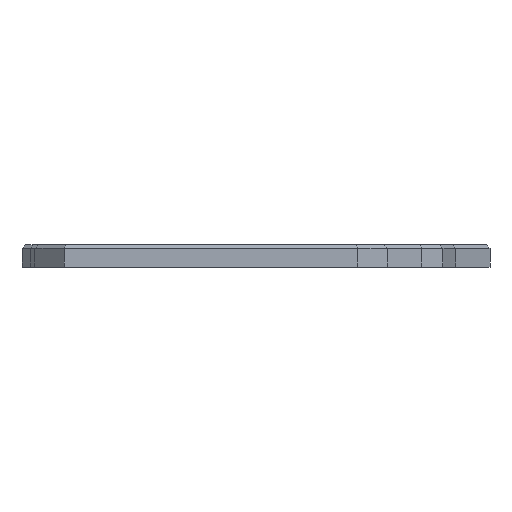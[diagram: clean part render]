
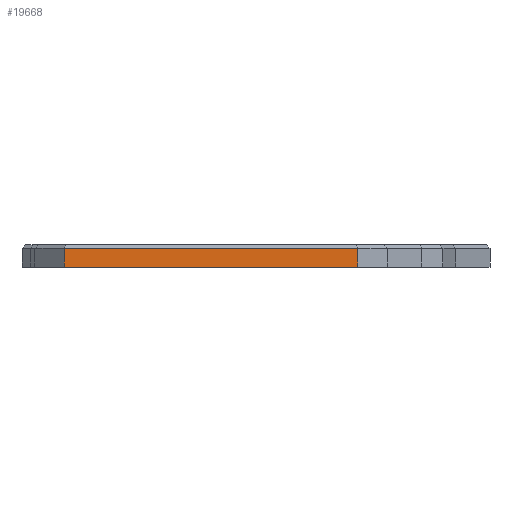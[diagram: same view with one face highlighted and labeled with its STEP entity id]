
A CAD part, left-side view. The second image highlights one B-rep face of the part: STEP entity #19668.
In plain terms, the highlighted planar face has unit normal (-1, 0, 0).
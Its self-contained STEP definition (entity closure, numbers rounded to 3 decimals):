
#398=FACE_OUTER_BOUND('',#1339,.T.);
#1339=EDGE_LOOP('',(#13152,#13153,#13154,#13155));
#2542=LINE('',#26482,#5376);
#2629=LINE('',#26656,#5463);
#2631=LINE('',#26660,#5465);
#2632=LINE('',#26661,#5466);
#5376=VECTOR('',#21654,10.);
#5463=VECTOR('',#21809,10.);
#5465=VECTOR('',#21813,10.);
#5466=VECTOR('',#21814,10.);
#8191=VERTEX_POINT('',#26475);
#8193=VERTEX_POINT('',#26481);
#8246=VERTEX_POINT('',#26655);
#8247=VERTEX_POINT('',#26659);
#10117=EDGE_CURVE('',#8193,#8191,#2542,.T.);
#10204=EDGE_CURVE('',#8246,#8191,#2629,.T.);
#10206=EDGE_CURVE('',#8247,#8193,#2631,.T.);
#10207=EDGE_CURVE('',#8247,#8246,#2632,.T.);
#13152=ORIENTED_EDGE('',*,*,#10117,.F.);
#13153=ORIENTED_EDGE('',*,*,#10206,.F.);
#13154=ORIENTED_EDGE('',*,*,#10207,.T.);
#13155=ORIENTED_EDGE('',*,*,#10204,.T.);
#18749=PLANE('',#20624);
#19668=ADVANCED_FACE('',(#398),#18749,.T.);
#20624=AXIS2_PLACEMENT_3D('',#26658,#21811,#21812);
#21654=DIRECTION('',(0.,-1.,0.));
#21809=DIRECTION('',(0.,0.,1.));
#21811=DIRECTION('center_axis',(-1.,0.,0.));
#21812=DIRECTION('ref_axis',(0.,-1.,0.));
#21813=DIRECTION('',(0.,0.,1.));
#21814=DIRECTION('',(0.,-1.,0.));
#26475=CARTESIAN_POINT('',(20.575,-110.47,5.85));
#26481=CARTESIAN_POINT('',(20.575,-28.833,5.85));
#26482=CARTESIAN_POINT('',(20.575,-55.493,5.85));
#26655=CARTESIAN_POINT('',(20.575,-110.47,0.6));
#26656=CARTESIAN_POINT('',(20.575,-110.47,1.6));
#26658=CARTESIAN_POINT('Origin',(20.575,-28.833,1.6));
#26659=CARTESIAN_POINT('',(20.575,-28.833,0.6));
#26660=CARTESIAN_POINT('',(20.575,-28.833,1.6));
#26661=CARTESIAN_POINT('',(20.575,-55.493,0.6));
